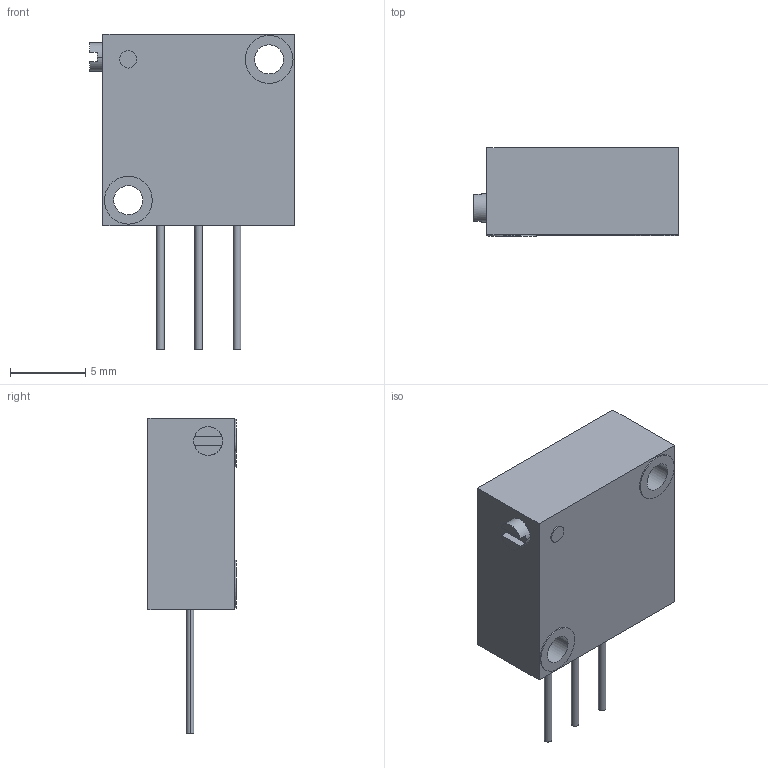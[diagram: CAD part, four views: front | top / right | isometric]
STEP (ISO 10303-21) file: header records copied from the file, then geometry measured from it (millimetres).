
FILE_DESCRIPTION((''),'2;1');
FILE_NAME('M3250_BODY1','2012-10-25T',('stevec'),('Bourns, Inc.'),'PRO/ENGINEER BY PARAMETRIC TECHNOLOGY CORPORATION, 2012230','PRO/ENGINEER BY PARAMETRIC TECHNOLOGY CORPORATION, 2012230','');
FILE_SCHEMA(('CONFIG_CONTROL_DESIGN'));
Length unit declared in the file: inch
Products named in the file (1): M3250_BODY1
Bounding box: 13.59 x 5.84 x 20.95 mm (x, y, z)
Volume: 897.4 mm3; surface area: 806.1 mm2
Topology: 1 solids, 1 shells, 619 faces, 1735 edges, 1154 vertices
Faces by surface type: plane 575, cylinder 44
Entity records: 19649 total; most frequent: CARTESIAN_POINT 3508, ORIENTED_EDGE 3470, DIRECTION 3089, EDGE_CURVE 1735, VECTOR 1619, LINE 1619, VERTEX_POINT 1154, AXIS2_PLACEMENT_3D 735
